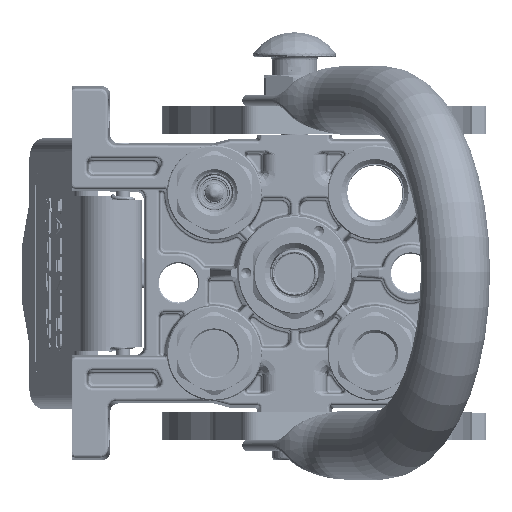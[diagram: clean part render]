
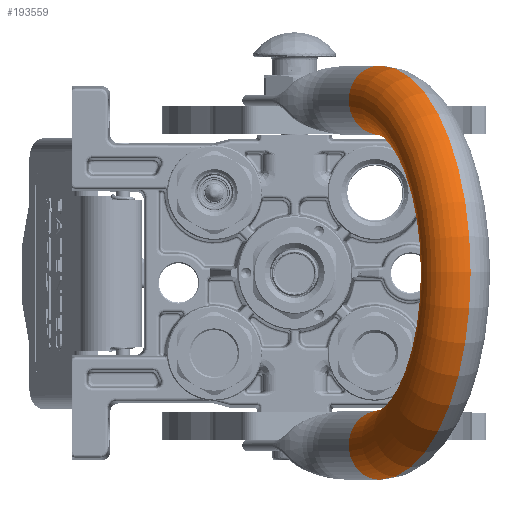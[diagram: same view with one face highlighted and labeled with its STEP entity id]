
A CAD part, top view. The second image highlights one B-rep face of the part: STEP entity #193559.
In plain terms, the highlighted toroidal (fillet/blend) face has major radius 62.25 mm and minor radius 12.5 mm.
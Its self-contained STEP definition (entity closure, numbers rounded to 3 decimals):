
#1036 = EDGE_CURVE ( 'NONE', #134912, #24334, #128829, .T. ) ;
#5603 = CARTESIAN_POINT ( 'NONE',  ( 0., 0., 25.25 ) ) ;
#8470 = DIRECTION ( 'NONE',  ( 0., 0., -1. ) ) ;
#11442 = EDGE_CURVE ( 'NONE', #134912, #159454, #98870, .T. ) ;
#14053 = ORIENTED_EDGE ( 'NONE', *, *, #65181, .F. ) ;
#17000 = CARTESIAN_POINT ( 'NONE',  ( -62.25, 0., 25.25 ) ) ;
#24334 = VERTEX_POINT ( 'NONE', #127572 ) ;
#25445 = DIRECTION ( 'NONE',  ( 0., 1., 0. ) ) ;
#26072 = DIRECTION ( 'NONE',  ( 1., 0., 0. ) ) ;
#42616 = CARTESIAN_POINT ( 'NONE',  ( 0., 0., 25.25 ) ) ;
#47508 = VERTEX_POINT ( 'NONE', #106454 ) ;
#52149 = FACE_OUTER_BOUND ( 'NONE', #183003, .T. ) ;
#65181 = EDGE_CURVE ( 'NONE', #159454, #47508, #206449, .T. ) ;
#70322 = ORIENTED_EDGE ( 'NONE', *, *, #11442, .F. ) ;
#73276 = AXIS2_PLACEMENT_3D ( 'NONE', #42616, #185137, #149362 ) ;
#80746 = DIRECTION ( 'NONE',  ( 0., 1., 0. ) ) ;
#84869 = DIRECTION ( 'NONE',  ( -1., 0., 0. ) ) ;
#96662 = AXIS2_PLACEMENT_3D ( 'NONE', #182363, #8470, #26072 ) ;
#98870 = CIRCLE ( 'NONE', #125219, 74.75 ) ;
#99048 = CARTESIAN_POINT ( 'NONE',  ( 0., 0., 25.25 ) ) ;
#99179 = AXIS2_PLACEMENT_3D ( 'NONE', #17000, #174061, #84869 ) ;
#106454 = CARTESIAN_POINT ( 'NONE',  ( 49.75, 0., 25.25 ) ) ;
#125219 = AXIS2_PLACEMENT_3D ( 'NONE', #99048, #80746, #219532 ) ;
#127572 = CARTESIAN_POINT ( 'NONE',  ( -49.75, 0., 25.25 ) ) ;
#128829 = CIRCLE ( 'NONE', #99179, 12.5 ) ;
#129166 = DIRECTION ( 'NONE',  ( 1., 0., 0. ) ) ;
#134912 = VERTEX_POINT ( 'NONE', #172676 ) ;
#149362 = DIRECTION ( 'NONE',  ( -1., 0., 0. ) ) ;
#155253 = AXIS2_PLACEMENT_3D ( 'NONE', #5603, #25445, #129166 ) ;
#155823 = TOROIDAL_SURFACE ( 'NONE', #155253, 62.25, 12.5 ) ;
#158195 = CARTESIAN_POINT ( 'NONE',  ( 74.75, 0., 25.25 ) ) ;
#159454 = VERTEX_POINT ( 'NONE', #158195 ) ;
#172676 = CARTESIAN_POINT ( 'NONE',  ( -74.75, 0., 25.25 ) ) ;
#174061 = DIRECTION ( 'NONE',  ( 0., 0., 1. ) ) ;
#182363 = CARTESIAN_POINT ( 'NONE',  ( 62.25, 0., 25.25 ) ) ;
#183003 = EDGE_LOOP ( 'NONE', ( #202545, #14053, #70322, #223447 ) ) ;
#185137 = DIRECTION ( 'NONE',  ( 0., 1., 0. ) ) ;
#190423 = CIRCLE ( 'NONE', #73276, 49.75 ) ;
#193559 = ADVANCED_FACE ( 'NONE', ( #52149 ), #155823, .T. ) ;
#202545 = ORIENTED_EDGE ( 'NONE', *, *, #205361, .T. ) ;
#205361 = EDGE_CURVE ( 'NONE', #24334, #47508, #190423, .T. ) ;
#206449 = CIRCLE ( 'NONE', #96662, 12.5 ) ;
#219532 = DIRECTION ( 'NONE',  ( -1., 0., 0. ) ) ;
#223447 = ORIENTED_EDGE ( 'NONE', *, *, #1036, .T. ) ;
